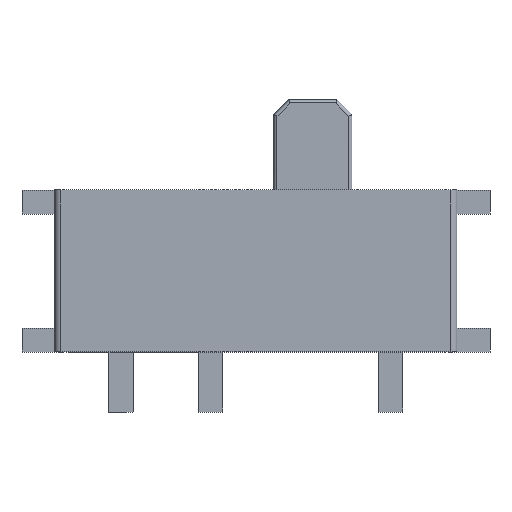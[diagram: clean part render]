
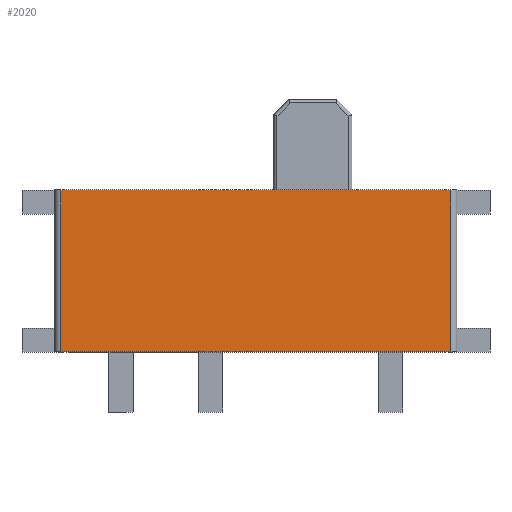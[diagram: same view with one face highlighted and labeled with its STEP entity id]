
A CAD part, top view. The second image highlights one B-rep face of the part: STEP entity #2020.
In plain terms, the highlighted planar face has unit normal (0, 0, 1).
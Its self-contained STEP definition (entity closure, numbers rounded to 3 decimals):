
#43=PLANE('',#2166);
#123=FACE_OUTER_BOUND('',#248,.T.);
#248=EDGE_LOOP('',(#1387,#1388,#1389,#1390));
#374=LINE('',#2981,#605);
#376=LINE('',#2987,#607);
#377=LINE('',#2989,#608);
#378=LINE('',#2990,#609);
#605=VECTOR('',#2362,10.);
#607=VECTOR('',#2368,10.);
#608=VECTOR('',#2369,10.);
#609=VECTOR('',#2370,10.);
#897=VERTEX_POINT('',#2978);
#898=VERTEX_POINT('',#2980);
#900=VERTEX_POINT('',#2986);
#901=VERTEX_POINT('',#2988);
#1085=EDGE_CURVE('',#897,#898,#374,.T.);
#1088=EDGE_CURVE('',#897,#900,#376,.T.);
#1089=EDGE_CURVE('',#901,#900,#377,.T.);
#1090=EDGE_CURVE('',#901,#898,#378,.T.);
#1387=ORIENTED_EDGE('',*,*,#1085,.F.);
#1388=ORIENTED_EDGE('',*,*,#1088,.T.);
#1389=ORIENTED_EDGE('',*,*,#1089,.F.);
#1390=ORIENTED_EDGE('',*,*,#1090,.T.);
#2020=ADVANCED_FACE('',(#123),#43,.T.);
#2166=AXIS2_PLACEMENT_3D('',#2985,#2366,#2367);
#2362=DIRECTION('',(0.,-1.,0.));
#2366=DIRECTION('center_axis',(0.,0.,1.));
#2367=DIRECTION('ref_axis',(1.,0.,0.));
#2368=DIRECTION('',(-1.,0.,0.));
#2369=DIRECTION('',(0.,1.,0.));
#2370=DIRECTION('',(1.,0.,0.));
#2978=CARTESIAN_POINT('',(3.25,1.35,1.4));
#2980=CARTESIAN_POINT('',(3.25,-1.35,1.4));
#2981=CARTESIAN_POINT('',(3.25,1.05,1.4));
#2985=CARTESIAN_POINT('Origin',(-3.275,1.15,1.4));
#2986=CARTESIAN_POINT('',(-3.25,1.35,1.4));
#2987=CARTESIAN_POINT('',(3.35,1.35,1.4));
#2988=CARTESIAN_POINT('',(-3.25,-1.35,1.4));
#2989=CARTESIAN_POINT('',(-3.25,1.25,1.4));
#2990=CARTESIAN_POINT('',(-3.35,-1.35,1.4));
